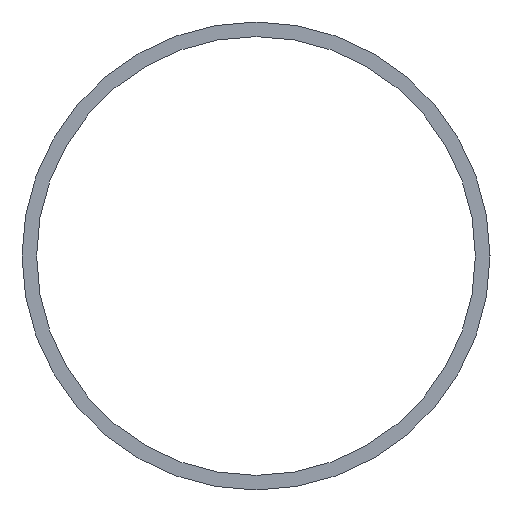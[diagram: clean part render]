
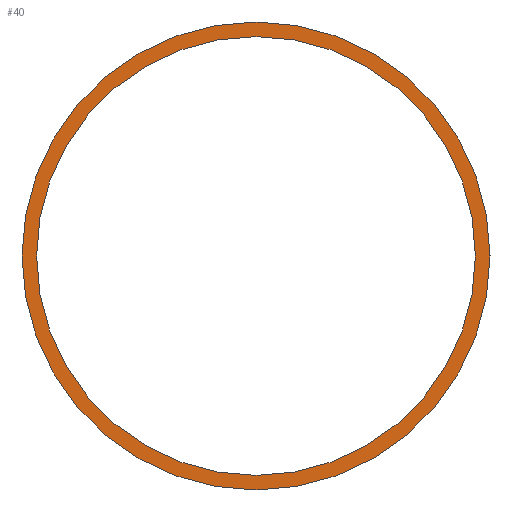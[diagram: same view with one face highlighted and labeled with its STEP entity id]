
A CAD part, left-side view. The second image highlights one B-rep face of the part: STEP entity #40.
In plain terms, the highlighted planar face has unit normal (-1, 0, 0).
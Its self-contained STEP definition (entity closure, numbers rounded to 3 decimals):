
#1 = DIRECTION ( 'NONE',  ( 0., 0., -1. ) ) ;
#11 = EDGE_LOOP ( 'NONE', ( #123 ) ) ;
#20 = EDGE_LOOP ( 'NONE', ( #85 ) ) ;
#26 = CARTESIAN_POINT ( 'NONE',  ( 0., 0., -18.75 ) ) ;
#36 = CARTESIAN_POINT ( 'NONE',  ( 0., 0., -20. ) ) ;
#37 = EDGE_CURVE ( 'NONE', #99, #99, #82, .T. ) ;
#40 = ADVANCED_FACE ( 'NONE', ( #59, #113 ), #52, .F. ) ;
#48 = CARTESIAN_POINT ( 'NONE',  ( 0., 0., 0. ) ) ;
#52 = PLANE ( 'NONE',  #101 ) ;
#59 = FACE_OUTER_BOUND ( 'NONE', #20, .T. ) ;
#64 = DIRECTION ( 'NONE',  ( 1., 0., 0. ) ) ;
#65 = EDGE_CURVE ( 'NONE', #87, #87, #105, .T. ) ;
#67 = DIRECTION ( 'NONE',  ( 1., 0., 0. ) ) ;
#74 = AXIS2_PLACEMENT_3D ( 'NONE', #141, #64, #153 ) ;
#76 = DIRECTION ( 'NONE',  ( 1., 0., 0. ) ) ;
#82 = CIRCLE ( 'NONE', #74, 18.75 ) ;
#85 = ORIENTED_EDGE ( 'NONE', *, *, #65, .F. ) ;
#87 = VERTEX_POINT ( 'NONE', #36 ) ;
#99 = VERTEX_POINT ( 'NONE', #26 ) ;
#101 = AXIS2_PLACEMENT_3D ( 'NONE', #48, #76, #1 ) ;
#105 = CIRCLE ( 'NONE', #118, 20. ) ;
#113 = FACE_BOUND ( 'NONE', #11, .T. ) ;
#118 = AXIS2_PLACEMENT_3D ( 'NONE', #145, #67, #158 ) ;
#123 = ORIENTED_EDGE ( 'NONE', *, *, #37, .T. ) ;
#141 = CARTESIAN_POINT ( 'NONE',  ( 0., 0., 0. ) ) ;
#145 = CARTESIAN_POINT ( 'NONE',  ( 0., 0., 0. ) ) ;
#153 = DIRECTION ( 'NONE',  ( 0., 0., -1. ) ) ;
#158 = DIRECTION ( 'NONE',  ( 0., 0., -1. ) ) ;
